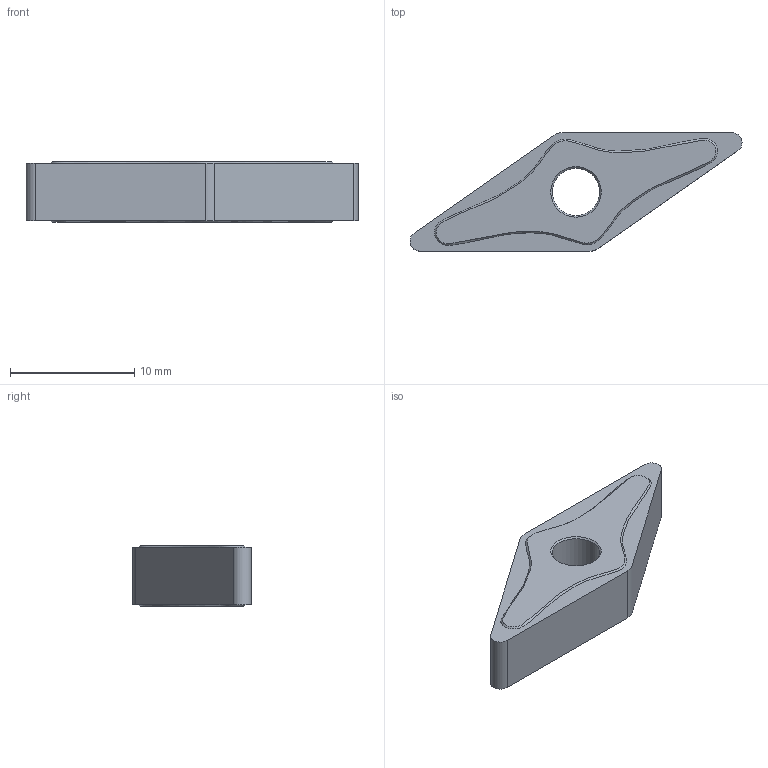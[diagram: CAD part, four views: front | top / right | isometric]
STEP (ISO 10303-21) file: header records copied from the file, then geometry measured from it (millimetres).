
FILE_DESCRIPTION(/* description */ (''),/* implementation_level */ '2;1');
FILE_NAME(/* name */ '62310180_cgr_000~00_214.stp',/* time_stamp */ '2022-08-02T22:40:19-04:00',/* author */ (''),/* organization */ (''),/* preprocessor_version */ 'ST-DEVELOPER v16.7',/* originating_system */ 'SIEMENS PLM Software NX 12.0',/* authorisation */ '');
FILE_SCHEMA (('AUTOMOTIVE_DESIGN { 1 0 10303 214 3 1 1 1 }'));
Length unit declared in the file: millimetre
Products named in the file (1): 62310180_cgr_000~00
Bounding box: 26.73 x 9.53 x 4.89 mm (x, y, z)
Volume: 688.4 mm3; surface area: 628.4 mm2
Topology: 1 solids, 1 shells, 23 faces, 64 edges, 54 vertices
Faces by surface type: plane 8, bspline 8, cylinder 5, cone 2
Full cylindrical faces by diameter (mm): 3.81 x1
Entity records: 2653 total; most frequent: CARTESIAN_POINT 2057, ORIENTED_EDGE 104, DIRECTION 88, EDGE_CURVE 52, VERTEX_POINT 36, AXIS2_PLACEMENT_3D 34, EDGE_LOOP 30, B_SPLINE_CURVE_WITH_KNOTS 24
